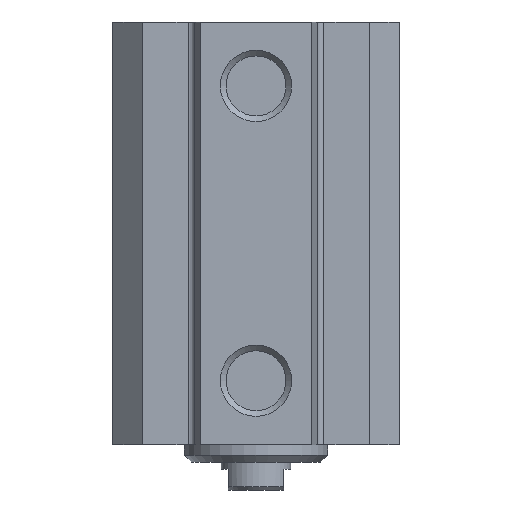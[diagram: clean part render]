
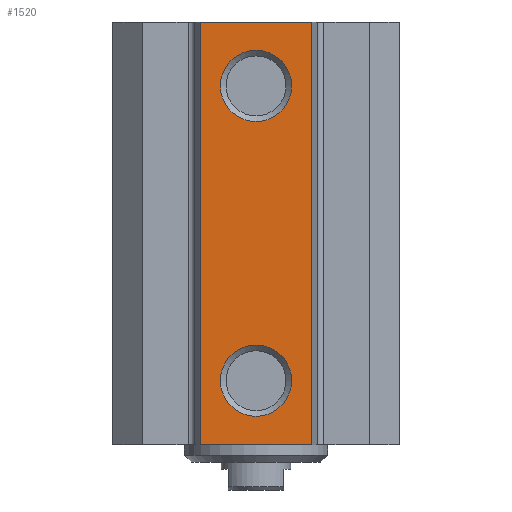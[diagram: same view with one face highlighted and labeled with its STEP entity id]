
A CAD part, front view. The second image highlights one B-rep face of the part: STEP entity #1520.
In plain terms, the highlighted planar face has unit normal (0, -1, 0).
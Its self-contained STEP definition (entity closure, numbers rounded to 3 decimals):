
#46=LINE('',#2197,#164);
#94=LINE('',#2409,#212);
#95=LINE('',#2412,#213);
#96=LINE('',#2413,#214);
#164=VECTOR('',#1755,16.);
#212=VECTOR('',#1981,60.5);
#213=VECTOR('',#1984,16.);
#214=VECTOR('',#1985,60.5);
#297=PLANE('',#1664);
#382=FACE_BOUND('',#569,.T.);
#383=FACE_BOUND('',#570,.T.);
#384=FACE_BOUND('',#571,.T.);
#569=EDGE_LOOP('',(#1168));
#570=EDGE_LOOP('',(#1169));
#571=EDGE_LOOP('',(#1170,#1171,#1172,#1173));
#662=CIRCLE('',#1634,5.1);
#665=CIRCLE('',#1640,5.1);
#700=VERTEX_POINT('',#2194);
#701=VERTEX_POINT('',#2196);
#757=VERTEX_POINT('',#2334);
#760=VERTEX_POINT('',#2343);
#776=VERTEX_POINT('',#2407);
#777=VERTEX_POINT('',#2411);
#837=EDGE_CURVE('',#701,#700,#46,.T.);
#894=EDGE_CURVE('',#757,#757,#662,.T.);
#897=EDGE_CURVE('',#760,#760,#665,.T.);
#926=EDGE_CURVE('',#700,#776,#94,.T.);
#927=EDGE_CURVE('',#776,#777,#95,.T.);
#928=EDGE_CURVE('',#701,#777,#96,.T.);
#1168=ORIENTED_EDGE('',*,*,#894,.T.);
#1169=ORIENTED_EDGE('',*,*,#897,.T.);
#1170=ORIENTED_EDGE('',*,*,#927,.T.);
#1171=ORIENTED_EDGE('',*,*,#928,.F.);
#1172=ORIENTED_EDGE('',*,*,#837,.T.);
#1173=ORIENTED_EDGE('',*,*,#926,.T.);
#1520=ADVANCED_FACE('',(#382,#383,#384),#297,.T.);
#1634=AXIS2_PLACEMENT_3D('',#2335,#1896,#1897);
#1640=AXIS2_PLACEMENT_3D('',#2344,#1908,#1909);
#1664=AXIS2_PLACEMENT_3D('',#2410,#1982,#1983);
#1755=DIRECTION('',(-1.,0.,0.));
#1896=DIRECTION('center_axis',(0.,1.,0.));
#1897=DIRECTION('ref_axis',(1.,0.,0.));
#1908=DIRECTION('center_axis',(0.,1.,0.));
#1909=DIRECTION('ref_axis',(1.,0.,0.));
#1981=DIRECTION('',(0.,0.,-1.));
#1982=DIRECTION('center_axis',(0.,-1.,0.));
#1983=DIRECTION('ref_axis',(0.,0.,-1.));
#1984=DIRECTION('',(1.,0.,0.));
#1985=DIRECTION('',(0.,0.,-1.));
#2194=CARTESIAN_POINT('',(-8.,-24.,0.));
#2196=CARTESIAN_POINT('',(8.,-24.,0.));
#2197=CARTESIAN_POINT('',(8.,-24.,0.));
#2334=CARTESIAN_POINT('',(5.1,-24.,-51.35));
#2335=CARTESIAN_POINT('Origin',(0.,-24.,-51.35));
#2343=CARTESIAN_POINT('',(5.1,-24.,-9.15));
#2344=CARTESIAN_POINT('Origin',(0.,-24.,-9.15));
#2407=CARTESIAN_POINT('',(-8.,-24.,-60.5));
#2409=CARTESIAN_POINT('',(-8.,-24.,0.));
#2410=CARTESIAN_POINT('Origin',(0.,-24.,0.));
#2411=CARTESIAN_POINT('',(8.,-24.,-60.5));
#2412=CARTESIAN_POINT('',(8.,-24.,-60.5));
#2413=CARTESIAN_POINT('',(8.,-24.,0.));
